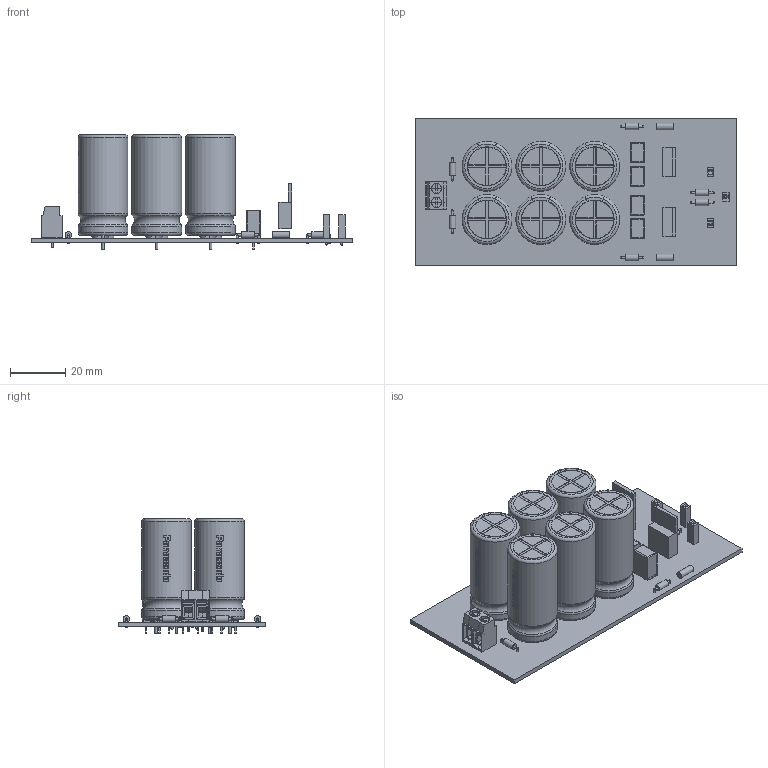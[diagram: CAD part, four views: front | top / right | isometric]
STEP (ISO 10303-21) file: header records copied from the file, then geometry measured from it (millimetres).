
FILE_DESCRIPTION(('Open CASCADE Model'),'2;1');
FILE_NAME('Open CASCADE Shape Model','2024-07-20T01:10:25',('Author'),( 'Open CASCADE'),'Open CASCADE STEP processor 7.5','Open CASCADE 7.5' ,'Unknown');
FILE_SCHEMA(('AUTOMOTIVE_DESIGN { 1 0 10303 214 1 1 1 1 }'));
Length unit declared in the file: millimetre
Products named in the file (84): PCB; Board; Open CASCADE STEP translator 7.5 4.1.1; GND; 6064364048; Body; LeadsArray; -12V_DC; +12V_DC; L7912; 6241396224; Extruded; 6241394224; L7812; 2.4K; 6241392704; Cylinder; IN; 691137710002; MRT12P5_SX; MRT12P5_CNT; MRT12P5_DX; 1N4004; 6243980560; 6243980480; 6241393584; 6241401424; Sphere; 6241397104; 6241392944; 6241395984; 6243971360; 6243974960; 6243981520; 6243981280; 6243981120; 6243980960; 6243980800; 6241393344; 1uF ...
Assembly tree (123 placements, depth 6):
  PCB
    Board
      Open CASCADE STEP translator 7.5 4.1.1
    GND
      6064364048
        Body
        LeadsArray
    -12V_DC
      6064364048
        Body
        LeadsArray
    +12V_DC
      6064364048
        Body
        LeadsArray
    L7912
      6241396224
        Extruded
      6241394224
        Extruded
    L7812
      6241394224
        Extruded
      6241396224
        Extruded
    2.4K
      6241392704
        Cylinder
    2.4K
      6241392704
        Cylinder
    IN
      691137710002
        MRT12P5_SX
        MRT12P5_CNT
        MRT12P5_DX
    1N4004
      6243980560
        Cylinder
      6243980480
        Cylinder
      6241393584
        Cylinder
      6241401424
        Sphere
      6241397104
        Sphere
      6241392944
        Cylinder
      6241395984
        Cylinder
    1N4004
      6243971360
        Cylinder
      6243974960
        Cylinder
      6243981520
        Cylinder
      6243981280
        Sphere
Bounding box: 116.5 x 53.5 x 41.5 mm (x, y, z)
Volume: 68765.2 mm3; surface area: 47181.2 mm2
Topology: 204 solids, 204 shells, 3262 faces, 8271 edges, 5394 vertices
Faces by surface type: plane 1460, bspline 1008, cylinder 546, torus 204, sphere 36, cone 8
Full cylindrical faces by diameter (mm): 0.5 x8, 0.785 x24, 0.8 x12, 2.35 x6, 2.4 x2, 14 x12
Entity records: 32117 total; most frequent: CARTESIAN_POINT 8794, ORIENTED_EDGE 4278, DIRECTION 3784, EDGE_CURVE 2139, VERTEX_POINT 1403, LINE 1338, VECTOR 1338, AXIS2_PLACEMENT_3D 1223
